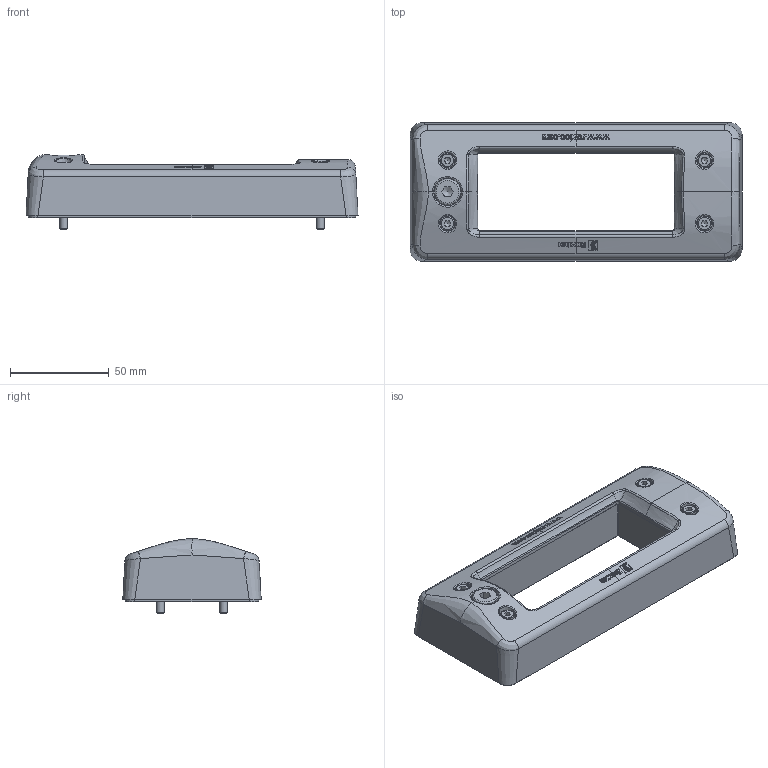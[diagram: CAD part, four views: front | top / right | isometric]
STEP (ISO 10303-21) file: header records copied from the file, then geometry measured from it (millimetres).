
FILE_DESCRIPTION((''),'2;1');
FILE_NAME('EzEntry10.stp','2014-11-10T13:11:11',('se-emikul'),(''),'Autodesk Inventor 2013','Autodesk Inventor 2013','');
FILE_SCHEMA(('AUTOMOTIVE_DESIGN { 1 0 10303 214 1 1 1 1 }'));
Length unit declared in the file: millimetre
Products named in the file (1): EzEntry10
Bounding box: 168 x 70 x 37.69 mm (x, y, z)
Volume: 125692.6 mm3; surface area: 82993.3 mm2
Topology: 11 solids, 11 shells, 2758 faces, 6662 edges, 3976 vertices
Faces by surface type: bspline 874, cylinder 806, plane 642, cone 156, torus 142, sphere 138
Full cylindrical faces by diameter (mm): 4 x4, 6.647 x1, 7 x4, 8 x1, 13 x1
Entity records: 141185 total; most frequent: CARTESIAN_POINT 81830, ORIENTED_EDGE 13090, DIRECTION 9729, EDGE_CURVE 6545, VERTEX_POINT 3922, AXIS2_PLACEMENT_3D 3711, EDGE_LOOP 2901, STYLED_ITEM 2769
